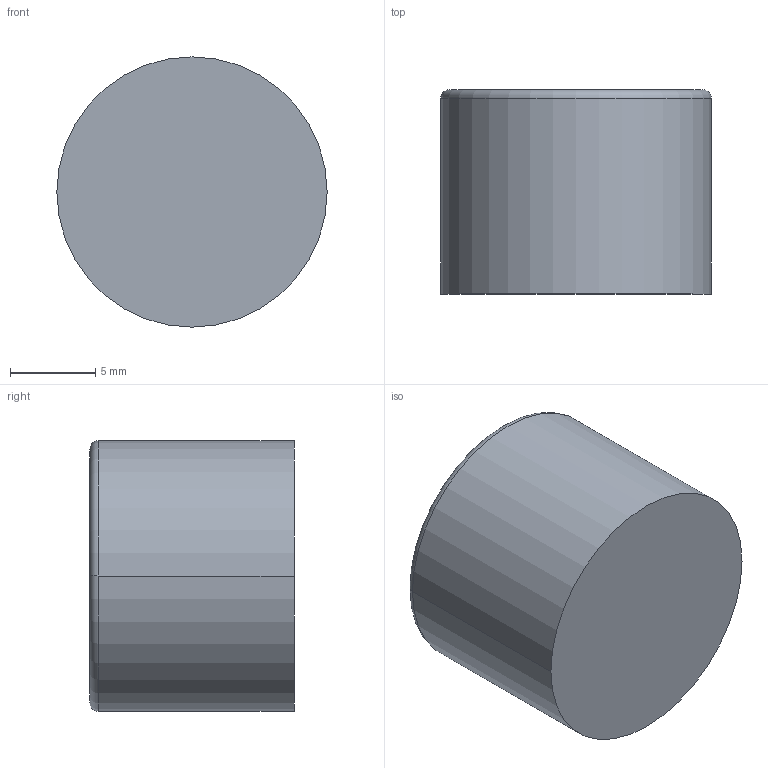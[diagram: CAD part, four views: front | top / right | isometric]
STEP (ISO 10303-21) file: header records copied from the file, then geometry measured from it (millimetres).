
FILE_DESCRIPTION (( 'STEP AP214' ), '1' );
FILE_NAME ('Donusturucu.STEP', '2020-11-25T13:33:59', ( '' ), ( '' ), 'SwSTEP 2.0', 'SolidWorks 2018', '' );
FILE_SCHEMA (( 'AUTOMOTIVE_DESIGN' ));
Length unit declared in the file: millimetre
Products named in the file (1): Donusturucu
Bounding box: 15.88 x 12 x 15.88 mm (x, y, z)
Volume: 2309.7 mm3; surface area: 995.3 mm2
Topology: 1 solids, 1 shells, 9 faces, 16 edges, 10 vertices
Faces by surface type: torus 4, plane 3, cylinder 2
Entity records: 273 total; most frequent: DIRECTION 50, CARTESIAN_POINT 36, ORIENTED_EDGE 32, AXIS2_PLACEMENT_3D 24, EDGE_CURVE 16, CIRCLE 14, VERTEX_POINT 10, EDGE_LOOP 10
